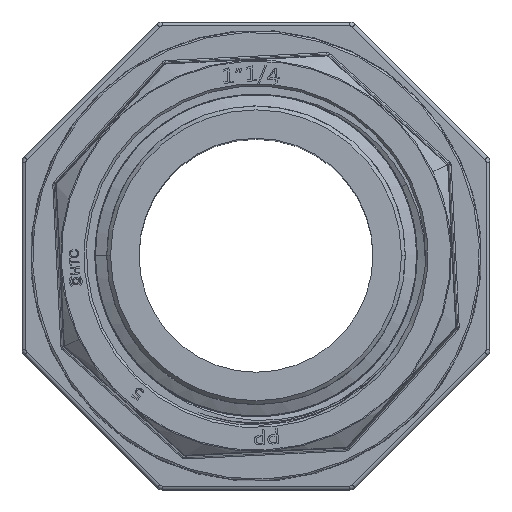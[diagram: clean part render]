
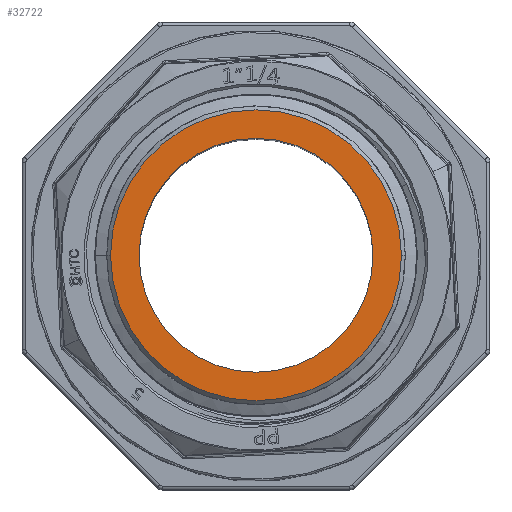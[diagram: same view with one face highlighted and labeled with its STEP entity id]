
A CAD part, top view. The second image highlights one B-rep face of the part: STEP entity #32722.
In plain terms, the highlighted planar face has unit normal (0, 0, 1).
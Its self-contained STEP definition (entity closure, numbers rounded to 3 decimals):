
#501 = AXIS2_PLACEMENT_3D ( 'NONE', #33612, #30494, #14062 ) ;
#948 = CARTESIAN_POINT ( 'NONE',  ( -18.65, 0., 74.5 ) ) ;
#1213 = CIRCLE ( 'NONE', #33583, 15. ) ;
#1604 = CIRCLE ( 'NONE', #20434, 18.65 ) ;
#1619 = AXIS2_PLACEMENT_3D ( 'NONE', #28081, #36202, #2821 ) ;
#2341 = CARTESIAN_POINT ( 'NONE',  ( 18.65, 0., 74.5 ) ) ;
#2451 = VERTEX_POINT ( 'NONE', #31298 ) ;
#2821 = DIRECTION ( 'NONE',  ( 1., 0., 0. ) ) ;
#3428 = CIRCLE ( 'NONE', #501, 15. ) ;
#9636 = DIRECTION ( 'NONE',  ( 1., 0., 0. ) ) ;
#9720 = DIRECTION ( 'NONE',  ( 0., 0., 1. ) ) ;
#10373 = VERTEX_POINT ( 'NONE', #2341 ) ;
#10833 = EDGE_LOOP ( 'NONE', ( #34873, #31026 ) ) ;
#13503 = ORIENTED_EDGE ( 'NONE', *, *, #26129, .T. ) ;
#14062 = DIRECTION ( 'NONE',  ( 1., 0., 0. ) ) ;
#14106 = CARTESIAN_POINT ( 'NONE',  ( 0., 0., 74.5 ) ) ;
#15443 = FACE_OUTER_BOUND ( 'NONE', #19392, .T. ) ;
#15621 = DIRECTION ( 'NONE',  ( 1., 0., 0. ) ) ;
#16568 = EDGE_CURVE ( 'NONE', #2451, #19394, #1213, .T. ) ;
#18733 = AXIS2_PLACEMENT_3D ( 'NONE', #18741, #9720, #15621 ) ;
#18741 = CARTESIAN_POINT ( 'NONE',  ( 0., 0., 74.5 ) ) ;
#19392 = EDGE_LOOP ( 'NONE', ( #13503, #21610 ) ) ;
#19394 = VERTEX_POINT ( 'NONE', #21441 ) ;
#19745 = VERTEX_POINT ( 'NONE', #948 ) ;
#20434 = AXIS2_PLACEMENT_3D ( 'NONE', #14106, #31265, #34210 ) ;
#20446 = EDGE_CURVE ( 'NONE', #10373, #19745, #1604, .T. ) ;
#20879 = DIRECTION ( 'NONE',  ( 0., 0., 1. ) ) ;
#21441 = CARTESIAN_POINT ( 'NONE',  ( 15., 0., 74.5 ) ) ;
#21510 = FACE_BOUND ( 'NONE', #10833, .T. ) ;
#21610 = ORIENTED_EDGE ( 'NONE', *, *, #20446, .T. ) ;
#23284 = CARTESIAN_POINT ( 'NONE',  ( 0., 0., 74.5 ) ) ;
#26129 = EDGE_CURVE ( 'NONE', #19745, #10373, #29892, .T. ) ;
#28081 = CARTESIAN_POINT ( 'NONE',  ( 0., 0., 74.5 ) ) ;
#29892 = CIRCLE ( 'NONE', #1619, 18.65 ) ;
#30494 = DIRECTION ( 'NONE',  ( 0., 0., 1. ) ) ;
#31026 = ORIENTED_EDGE ( 'NONE', *, *, #33592, .F. ) ;
#31265 = DIRECTION ( 'NONE',  ( 0., 0., 1. ) ) ;
#31298 = CARTESIAN_POINT ( 'NONE',  ( -15., 0., 74.5 ) ) ;
#32722 = ADVANCED_FACE ( 'NONE', ( #21510, #15443 ), #32772, .T. ) ;
#32772 = PLANE ( 'NONE',  #18733 ) ;
#33583 = AXIS2_PLACEMENT_3D ( 'NONE', #23284, #20879, #9636 ) ;
#33592 = EDGE_CURVE ( 'NONE', #19394, #2451, #3428, .T. ) ;
#33612 = CARTESIAN_POINT ( 'NONE',  ( 0., 0., 74.5 ) ) ;
#34210 = DIRECTION ( 'NONE',  ( 1., 0., 0. ) ) ;
#34873 = ORIENTED_EDGE ( 'NONE', *, *, #16568, .F. ) ;
#36202 = DIRECTION ( 'NONE',  ( 0., 0., 1. ) ) ;
